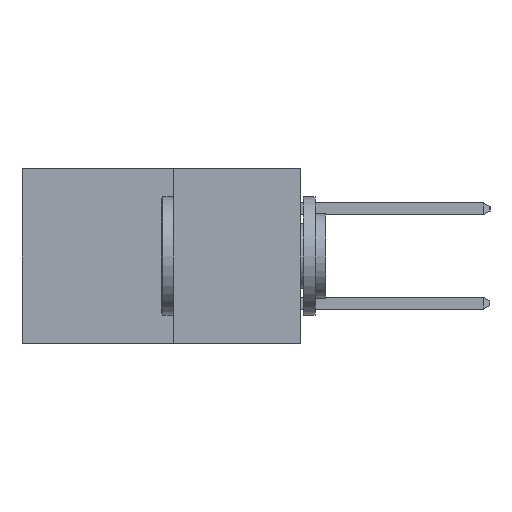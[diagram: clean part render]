
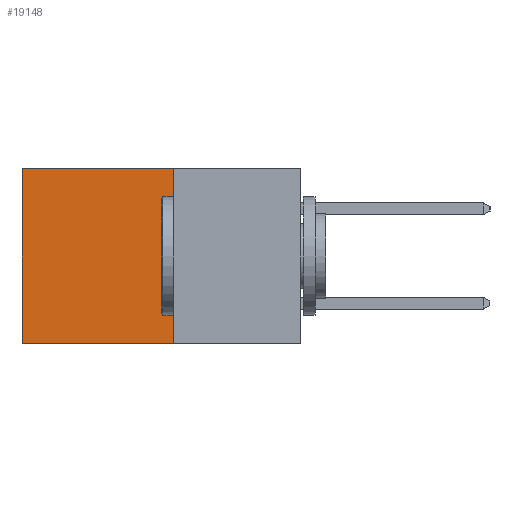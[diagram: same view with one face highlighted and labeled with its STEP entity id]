
A CAD part, left-side view. The second image highlights one B-rep face of the part: STEP entity #19148.
In plain terms, the highlighted planar face has unit normal (-1, 0, 0).
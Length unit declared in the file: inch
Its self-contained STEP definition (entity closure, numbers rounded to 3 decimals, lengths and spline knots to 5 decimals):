
#2185 = ORIENTED_EDGE ( 'NONE', *, *, #16605, .F. ) ;
#2603 = VERTEX_POINT ( 'NONE', #4971 ) ;
#2833 = ORIENTED_EDGE ( 'NONE', *, *, #11994, .T. ) ;
#2952 = ORIENTED_EDGE ( 'NONE', *, *, #19023, .F. ) ;
#4105 = DIRECTION ( 'NONE',  ( 0., 0., -1. ) ) ;
#4381 = LINE ( 'NONE', #11635, #8758 ) ;
#4545 = LINE ( 'NONE', #21138, #22503 ) ;
#4635 = DIRECTION ( 'NONE',  ( 0., 1., 0. ) ) ;
#4971 = CARTESIAN_POINT ( 'NONE',  ( 0.277, 0.59, 0. ) ) ;
#5351 = DIRECTION ( 'NONE',  ( 1., 0., 0. ) ) ;
#6401 = VERTEX_POINT ( 'NONE', #13289 ) ;
#6797 = DIRECTION ( 'NONE',  ( 0., 0., -1. ) ) ;
#8157 = EDGE_LOOP ( 'NONE', ( #2833, #2185, #2952, #21900 ) ) ;
#8758 = VECTOR ( 'NONE', #18602, 39.37008 ) ;
#9261 = EDGE_CURVE ( 'NONE', #10406, #2603, #4381, .T. ) ;
#10406 = VERTEX_POINT ( 'NONE', #16800 ) ;
#11635 = CARTESIAN_POINT ( 'NONE',  ( 0.277, 0.27, 0. ) ) ;
#11994 = EDGE_CURVE ( 'NONE', #2603, #6401, #12516, .T. ) ;
#12516 = LINE ( 'NONE', #20366, #13090 ) ;
#12692 = PLANE ( 'NONE',  #15275 ) ;
#13090 = VECTOR ( 'NONE', #4105, 39.37008 ) ;
#13289 = CARTESIAN_POINT ( 'NONE',  ( 0.277, 0.59, -0.37 ) ) ;
#13990 = VECTOR ( 'NONE', #4635, 39.37008 ) ;
#15275 = AXIS2_PLACEMENT_3D ( 'NONE', #16267, #5351, #18025 ) ;
#16267 = CARTESIAN_POINT ( 'NONE',  ( 0.277, 0.27, -0.37 ) ) ;
#16605 = EDGE_CURVE ( 'NONE', #16984, #6401, #23277, .T. ) ;
#16707 = CARTESIAN_POINT ( 'NONE',  ( 0.277, 0.27, -0.37 ) ) ;
#16800 = CARTESIAN_POINT ( 'NONE',  ( 0.277, 0.27, 0. ) ) ;
#16984 = VERTEX_POINT ( 'NONE', #16707 ) ;
#17350 = CARTESIAN_POINT ( 'NONE',  ( 0.277, 0.27, -0.37 ) ) ;
#18025 = DIRECTION ( 'NONE',  ( 0., 0., -1. ) ) ;
#18602 = DIRECTION ( 'NONE',  ( 0., 1., 0. ) ) ;
#19023 = EDGE_CURVE ( 'NONE', #10406, #16984, #4545, .T. ) ;
#19148 = ADVANCED_FACE ( 'NONE', ( #19787 ), #12692, .F. ) ;
#19787 = FACE_OUTER_BOUND ( 'NONE', #8157, .T. ) ;
#20366 = CARTESIAN_POINT ( 'NONE',  ( 0.277, 0.59, -0.37 ) ) ;
#21138 = CARTESIAN_POINT ( 'NONE',  ( 0.277, 0.27, -0.37 ) ) ;
#21900 = ORIENTED_EDGE ( 'NONE', *, *, #9261, .T. ) ;
#22503 = VECTOR ( 'NONE', #6797, 39.37008 ) ;
#23277 = LINE ( 'NONE', #17350, #13990 ) ;
